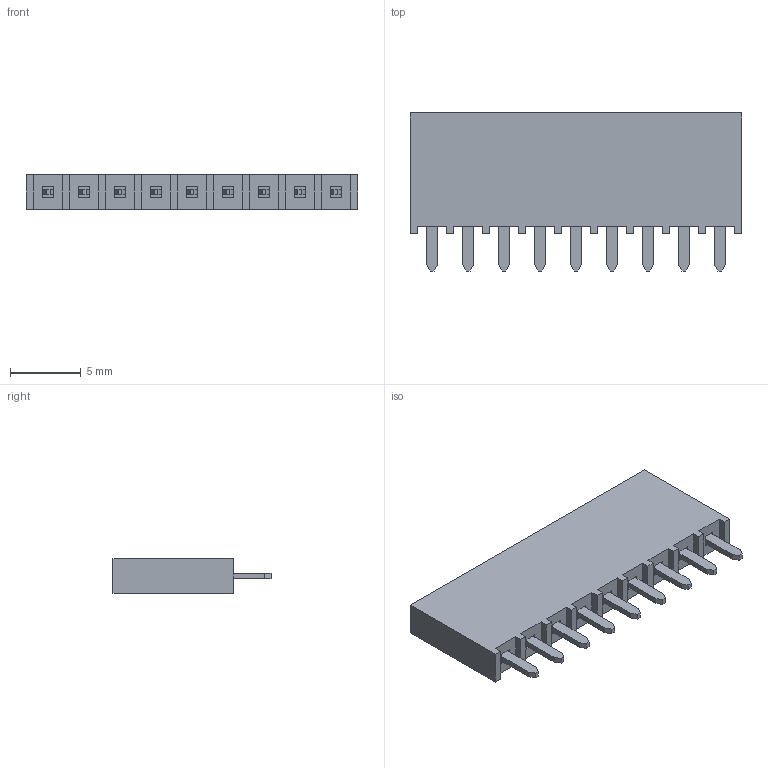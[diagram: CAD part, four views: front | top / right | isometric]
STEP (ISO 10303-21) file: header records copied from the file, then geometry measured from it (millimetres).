
FILE_DESCRIPTION(/* description */ ('STEP AP214'),/* implementation_level */ '2;1');
FILE_NAME(/* name */ 'SSW-109-01-T-S',/* time_stamp */ '2025-01-12T23:07:57+01:00',/* author */ ('License CC BY-ND 4.0'),/* organization */ ('CADENAS'),/* preprocessor_version */ 'ST-DEVELOPER v19.3',/* originating_system */ 'PARTsolutions',/* authorisation */ ' ');
FILE_SCHEMA (('AUTOMOTIVE_DESIGN {1 0 10303 214 3 1 1}'));
Length unit declared in the file: inch
Products named in the file (3): SSW-109-01-T-S; T1SSW-109-01-T-S; P2SSW-109-01-T-S
Assembly tree (2 placements, depth 2):
  SSW-109-01-T-S
    T1SSW-109-01-T-S
    P2SSW-109-01-T-S
Bounding box: 23.37 x 11.15 x 2.41 mm (x, y, z)
Volume: 425.8 mm3; surface area: 901 mm2
Topology: 2 solids, 2 shells, 147 faces, 402 edges, 268 vertices
Faces by surface type: plane 147
Entity records: 4670 total; most frequent: CARTESIAN_POINT 820, ORIENTED_EDGE 804, DIRECTION 702, EDGE_CURVE 402, LINE 402, VECTOR 402, VERTEX_POINT 268, EDGE_LOOP 174
